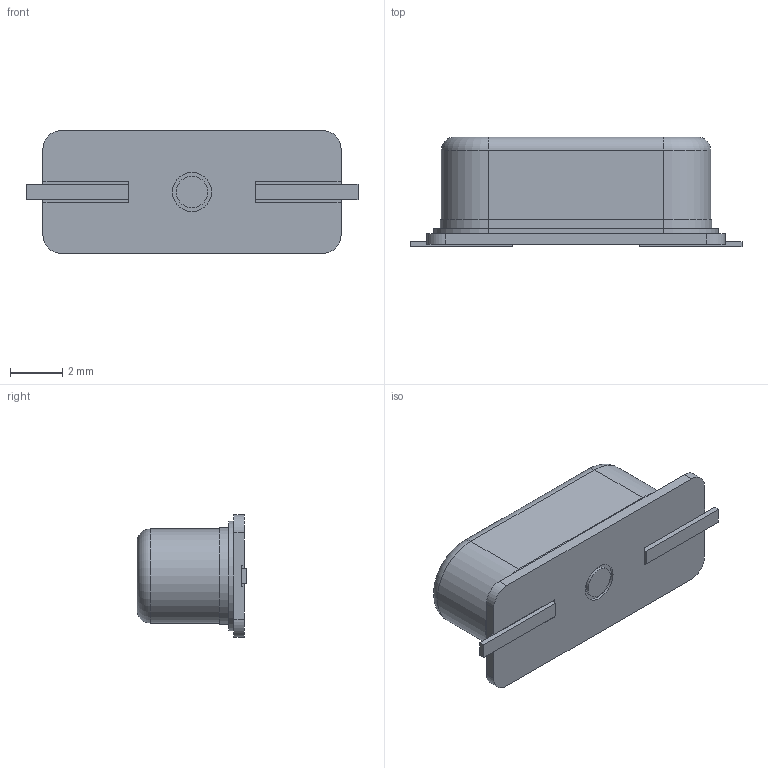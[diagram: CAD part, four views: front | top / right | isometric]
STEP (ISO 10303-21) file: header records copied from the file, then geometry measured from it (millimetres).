
FILE_DESCRIPTION (( 'STEP AP214' ), '1' );
FILE_NAME ('ABLS-8.000MHz-B-4-Y-T.STEP', '2024-09-19T18:34:09', ( '' ), ( '' ), 'SwSTEP 2.0', 'SolidWorks 2021', '' );
FILE_SCHEMA (( 'AUTOMOTIVE_DESIGN' ));
Length unit declared in the file: millimetre
Products named in the file (1): ABLS-8.000MHz-B-4-Y-T
Bounding box: 12.7 x 4.2 x 4.7 mm (x, y, z)
Volume: 149.2 mm3; surface area: 304.4 mm2
Topology: 4 solids, 4 shells, 56 faces, 128 edges, 84 vertices
Faces by surface type: plane 38, cylinder 16, torus 2
Entity records: 1635 total; most frequent: DIRECTION 276, CARTESIAN_POINT 269, ORIENTED_EDGE 256, EDGE_CURVE 128, VECTOR 94, LINE 94, AXIS2_PLACEMENT_3D 91, VERTEX_POINT 84
